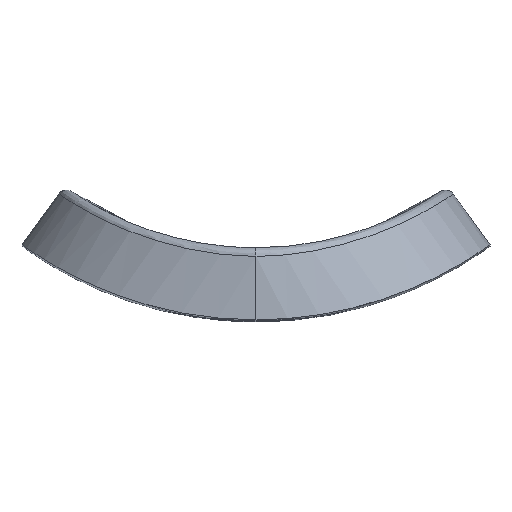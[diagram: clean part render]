
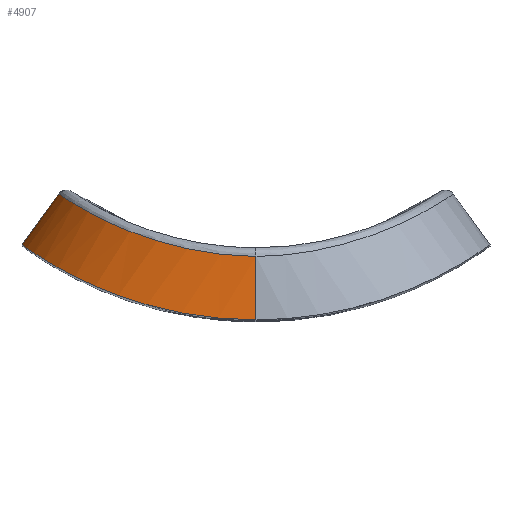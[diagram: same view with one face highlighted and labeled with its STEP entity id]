
A CAD part, top view. The second image highlights one B-rep face of the part: STEP entity #4907.
In plain terms, the highlighted cylindrical face has radius 12 mm (diameter 24 mm), a partial arc.
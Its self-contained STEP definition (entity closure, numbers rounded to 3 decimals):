
#9 = CARTESIAN_POINT ( 'NONE',  ( -4.408, 0.475, 31.37 ) ) ;
#109 = FACE_OUTER_BOUND ( 'NONE', #8328, .T. ) ;
#128 = DIRECTION ( 'NONE',  ( 0.584, 0.812, 0. ) ) ;
#138 = CARTESIAN_POINT ( 'NONE',  ( -10.127, 6.471, 20. ) ) ;
#229 = CARTESIAN_POINT ( 'NONE',  ( -12., 3.868, 20. ) ) ;
#765 = CARTESIAN_POINT ( 'NONE',  ( -8.276, 5.363, 26.863 ) ) ;
#856 = CARTESIAN_POINT ( 'NONE',  ( -9.906, 6.323, 22.538 ) ) ;
#898 = CARTESIAN_POINT ( 'NONE',  ( -1.448, 3.324, 31.593 ) ) ;
#933 = CARTESIAN_POINT ( 'NONE',  ( -4.477, 3.876, 30.456 ) ) ;
#1038 = CARTESIAN_POINT ( 'NONE',  ( 0., 1.088, 32. ) ) ;
#1790 = CARTESIAN_POINT ( 'NONE',  ( -0.366, 3.252, 31.801 ) ) ;
#1854 = CARTESIAN_POINT ( 'NONE',  ( -9.839, 6.871, 20. ) ) ;
#1869 = CARTESIAN_POINT ( 'NONE',  ( -9.236, 5.901, 24.978 ) ) ;
#2031 = CARTESIAN_POINT ( 'NONE',  ( -6.24, 0.957, 30.63 ) ) ;
#2251 = CARTESIAN_POINT ( 'NONE',  ( -11.645, 3.617, 23.226 ) ) ;
#2409 = VERTEX_POINT ( 'NONE', #10634 ) ;
#2435 = CARTESIAN_POINT ( 'NONE',  ( -9.953, 2.569, 27.238 ) ) ;
#2881 = DIRECTION ( 'NONE',  ( 0.584, 0.812, 0. ) ) ;
#2904 = CARTESIAN_POINT ( 'NONE',  ( -10.127, 6.471, 20.738 ) ) ;
#3065 = CARTESIAN_POINT ( 'NONE',  ( -7.234, 1.312, 30.004 ) ) ;
#3195 = VERTEX_POINT ( 'NONE', #5355 ) ;
#3237 = CARTESIAN_POINT ( 'NONE',  ( -1.637, 0.049, 31.944 ) ) ;
#3901 = CARTESIAN_POINT ( 'NONE',  ( -6.999, 4.75, 28.546 ) ) ;
#4026 = CARTESIAN_POINT ( 'NONE',  ( -0.824, 0., 32. ) ) ;
#4207 = B_SPLINE_CURVE_WITH_KNOTS ( 'NONE', 3,
 ( #7949, #1790, #5008, #898, #13089, #12961, #4874, #933, #5890, #9079, #9967, #8077, #3901, #12917, #6899, #765, #8906, #12000, #1869, #5970, #12998, #6994, #856, #7991, #2904, #138 ),
 .UNSPECIFIED., .F., .F.,
 ( 4, 2, 2, 2, 2, 2, 2, 2, 2, 2, 2, 2, 4 ),
 ( 0., 0.001, 0.002, 0.004, 0.006, 0.007, 0.009, 0.01, 0.011, 0.013, 0.014, 0.015, 0.018 ),
 .UNSPECIFIED. ) ;
#4641 = LINE ( 'NONE', #1854, #4953 ) ;
#4874 = CARTESIAN_POINT ( 'NONE',  ( -3.524, 3.637, 30.938 ) ) ;
#4907 = ADVANCED_FACE ( 'NONE', ( #109 ), #7922, .T. ) ;
#4953 = VECTOR ( 'NONE', #2881, 1000. ) ;
#5008 = CARTESIAN_POINT ( 'NONE',  ( -0.729, 3.269, 31.741 ) ) ;
#5085 = CARTESIAN_POINT ( 'NONE',  ( -4.02, 0.393, 31.487 ) ) ;
#5352 = CARTESIAN_POINT ( 'NONE',  ( -8.993, 2.07, 28.471 ) ) ;
#5355 = CARTESIAN_POINT ( 'NONE',  ( 0., 0., 32. ) ) ;
#5502 = CARTESIAN_POINT ( 'NONE',  ( -10.57, 2.921, 26.234 ) ) ;
#5576 = DIRECTION ( 'NONE',  ( -0.812, 0.584, 0. ) ) ;
#5890 = CARTESIAN_POINT ( 'NONE',  ( -4.787, 3.963, 30.28 ) ) ;
#5970 = CARTESIAN_POINT ( 'NONE',  ( -9.572, 6.108, 23.949 ) ) ;
#5988 = ORIENTED_EDGE ( 'NONE', *, *, #11510, .T. ) ;
#6129 = CARTESIAN_POINT ( 'NONE',  ( -2.837, 0.193, 31.76 ) ) ;
#6195 = CARTESIAN_POINT ( 'NONE',  ( 0., 3.246, 31.849 ) ) ;
#6343 = VERTEX_POINT ( 'NONE', #7345 ) ;
#6347 = CARTESIAN_POINT ( 'NONE',  ( -8.164, 1.688, 29.284 ) ) ;
#6386 = CARTESIAN_POINT ( 'NONE',  ( -12., 3.868, 20.825 ) ) ;
#6899 = CARTESIAN_POINT ( 'NONE',  ( -7.883, 5.163, 27.45 ) ) ;
#6994 = CARTESIAN_POINT ( 'NONE',  ( -9.837, 6.278, 22.893 ) ) ;
#7156 = CARTESIAN_POINT ( 'NONE',  ( -5.533, 0.744, 30.969 ) ) ;
#7345 = CARTESIAN_POINT ( 'NONE',  ( -10.127, 6.471, 20. ) ) ;
#7394 = ORIENTED_EDGE ( 'NONE', *, *, #11768, .T. ) ;
#7569 =( BOUNDED_CURVE ( )  B_SPLINE_CURVE ( 3, ( #8222, #1038, #13105, #6195 ),
 .UNSPECIFIED., .F., .T. ) 
 B_SPLINE_CURVE_WITH_KNOTS ( ( 4, 4 ),
 ( 4.712, 4.871 ),
 .UNSPECIFIED. ) 
 CURVE ( )  GEOMETRIC_REPRESENTATION_ITEM ( )  RATIONAL_B_SPLINE_CURVE ( ( 1., 0.998, 0.998, 1. ) ) 
 REPRESENTATION_ITEM ( '' )  );
#7922 = CYLINDRICAL_SURFACE ( 'NONE', #10973, 12. ) ;
#7949 = CARTESIAN_POINT ( 'NONE',  ( 0., 3.246, 31.849 ) ) ;
#7991 = CARTESIAN_POINT ( 'NONE',  ( -10.071, 6.433, 21.465 ) ) ;
#8077 = CARTESIAN_POINT ( 'NONE',  ( -6.502, 4.542, 29.034 ) ) ;
#8222 = CARTESIAN_POINT ( 'NONE',  ( 0., 0., 32. ) ) ;
#8306 = CARTESIAN_POINT ( 'NONE',  ( 9.742, 13.543, 20. ) ) ;
#8328 = EDGE_LOOP ( 'NONE', ( #5988, #7394, #12415, #8806 ) ) ;
#8395 = CARTESIAN_POINT ( 'NONE',  ( -10.909, 3.132, 25.523 ) ) ;
#8806 = ORIENTED_EDGE ( 'NONE', *, *, #11771, .F. ) ;
#8906 = CARTESIAN_POINT ( 'NONE',  ( -8.458, 5.46, 26.561 ) ) ;
#9079 = CARTESIAN_POINT ( 'NONE',  ( -5.389, 4.147, 29.896 ) ) ;
#9967 = CARTESIAN_POINT ( 'NONE',  ( -5.678, 4.244, 29.69 ) ) ;
#10058 = CARTESIAN_POINT ( 'NONE',  ( 0., 0., 32. ) ) ;
#10060 = CARTESIAN_POINT ( 'NONE',  ( -12., 3.868, 20. ) ) ;
#10189 = CARTESIAN_POINT ( 'NONE',  ( -7.556, 1.437, 29.774 ) ) ;
#10354 = CARTESIAN_POINT ( 'NONE',  ( -3.233, 0.252, 31.681 ) ) ;
#10405 = CARTESIAN_POINT ( 'NONE',  ( -11.44, 3.478, 24.008 ) ) ;
#10438 = VERTEX_POINT ( 'NONE', #10060 ) ;
#10538 = CARTESIAN_POINT ( 'NONE',  ( -9.727, 2.446, 27.564 ) ) ;
#10634 = CARTESIAN_POINT ( 'NONE',  ( 0., 3.246, 31.849 ) ) ;
#10973 = AXIS2_PLACEMENT_3D ( 'NONE', #8306, #128, #5576 ) ;
#10994 = EDGE_CURVE ( 'NONE', #10438, #6343, #4641, .T. ) ;
#11363 = CARTESIAN_POINT ( 'NONE',  ( -11.932, 3.818, 21.636 ) ) ;
#11402 = CARTESIAN_POINT ( 'NONE',  ( -11.319, 3.398, 24.396 ) ) ;
#11442 = CARTESIAN_POINT ( 'NONE',  ( -11.729, 3.676, 22.831 ) ) ;
#11510 = EDGE_CURVE ( 'NONE', #3195, #2409, #7569, .T. ) ;
#11768 = EDGE_CURVE ( 'NONE', #2409, #6343, #4207, .T. ) ;
#11771 = EDGE_CURVE ( 'NONE', #3195, #10438, #12647, .T. ) ;
#12000 = CARTESIAN_POINT ( 'NONE',  ( -8.959, 5.735, 25.63 ) ) ;
#12415 = ORIENTED_EDGE ( 'NONE', *, *, #10994, .F. ) ;
#12418 = CARTESIAN_POINT ( 'NONE',  ( -9.248, 2.197, 28.179 ) ) ;
#12544 = CARTESIAN_POINT ( 'NONE',  ( -8.451, 1.816, 29.024 ) ) ;
#12647 = B_SPLINE_CURVE_WITH_KNOTS ( 'NONE', 3,
 ( #10058, #4026, #3237, #6129, #10354, #5085, #9, #7156, #2031, #3065, #10189, #6347, #12544, #5352, #12418, #10538, #2435, #5502, #8395, #11402, #10405, #2251, #11442, #11363, #6386, #229 ),
 .UNSPECIFIED., .F., .F.,
 ( 4, 2, 2, 2, 2, 2, 2, 2, 2, 2, 2, 2, 4 ),
 ( 0., 0.002, 0.004, 0.005, 0.007, 0.009, 0.01, 0.011, 0.012, 0.015, 0.016, 0.017, 0.02 ),
 .UNSPECIFIED. ) ;
#12917 = CARTESIAN_POINT ( 'NONE',  ( -7.67, 5.06, 27.735 ) ) ;
#12961 = CARTESIAN_POINT ( 'NONE',  ( -2.856, 3.505, 31.197 ) ) ;
#12998 = CARTESIAN_POINT ( 'NONE',  ( -9.671, 6.171, 23.598 ) ) ;
#13089 = CARTESIAN_POINT ( 'NONE',  ( -1.805, 3.362, 31.504 ) ) ;
#13105 = CARTESIAN_POINT ( 'NONE',  ( 0., 2.172, 31.95 ) ) ;
